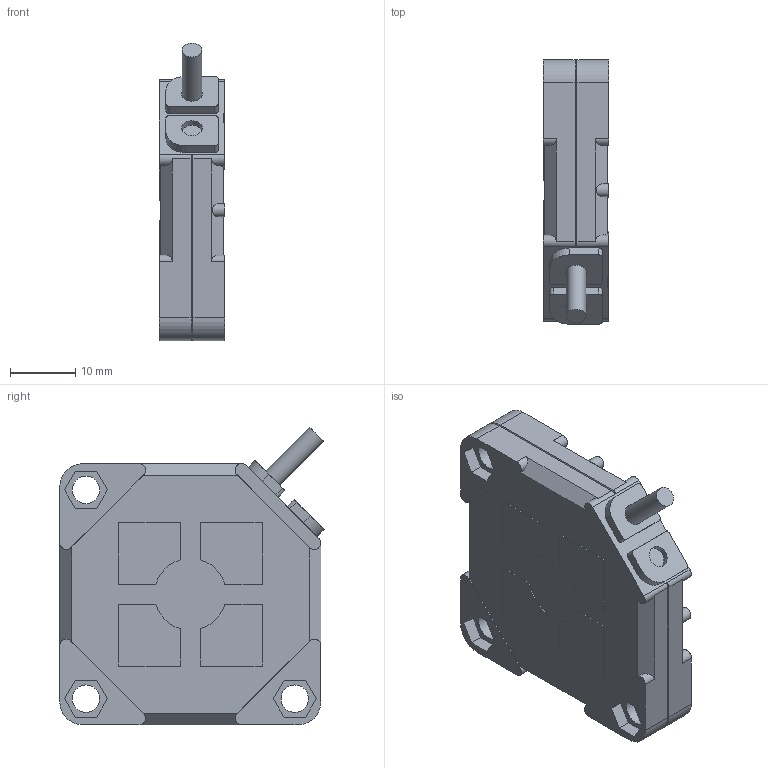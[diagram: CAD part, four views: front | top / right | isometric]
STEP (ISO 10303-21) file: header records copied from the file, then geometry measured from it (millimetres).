
FILE_DESCRIPTION (( 'STEP AP214' ), '1' );
FILE_NAME ('BCS00TR.STEP', '2023-07-19T18:38:48', ( '' ), ( '' ), 'SwSTEP 2.0', 'SolidWorks 2021', '' );
FILE_SCHEMA (( 'AUTOMOTIVE_DESIGN' ));
Length unit declared in the file: inch
Products named in the file (1): BCS00TR
Bounding box: 10 x 40.51 x 45.6 mm (x, y, z)
Volume: 14275.7 mm3; surface area: 5119.7 mm2
Topology: 1 solids, 1 shells, 178 faces, 465 edges, 304 vertices
Faces by surface type: plane 126, cylinder 46, cone 6
Full cylindrical faces by diameter (mm): 2 x4, 3 x1, 3.2 x2, 4.2 x3
Entity records: 7698 total; most frequent: CARTESIAN_POINT 1020, ORIENTED_EDGE 902, DIRECTION 864, EDGE_CURVE 451, VECTOR 344, LINE 344, VERTEX_POINT 300, AXIS2_PLACEMENT_3D 260
